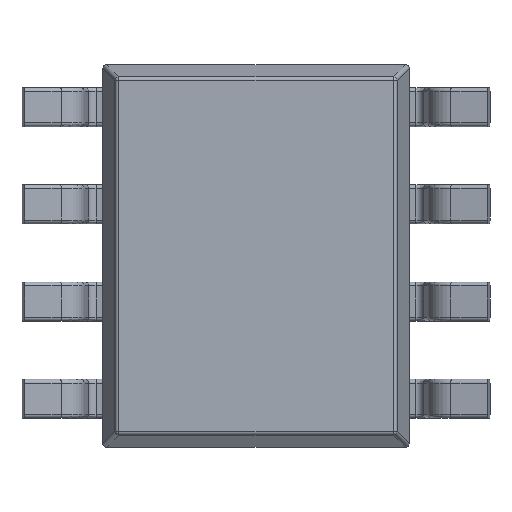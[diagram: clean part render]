
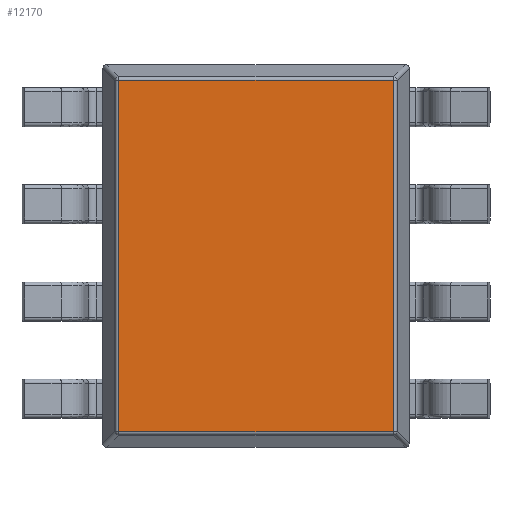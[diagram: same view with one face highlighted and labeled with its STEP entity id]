
A CAD part, front view. The second image highlights one B-rep face of the part: STEP entity #12170.
In plain terms, the highlighted planar face has unit normal (0, -1, 0).
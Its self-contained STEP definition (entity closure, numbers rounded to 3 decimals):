
#12170 = ADVANCED_FACE('',(#12171),#12185,.F.);
#12171 = FACE_BOUND('',#12172,.T.);
#12172 = EDGE_LOOP('',(#12173,#12208,#12236,#12264));
#12173 = ORIENTED_EDGE('',*,*,#12174,.F.);
#12174 = EDGE_CURVE('',#12175,#12177,#12179,.T.);
#12175 = VERTEX_POINT('',#12176);
#12176 = CARTESIAN_POINT('',(1.794,0.,
    2.294));
#12177 = VERTEX_POINT('',#12178);
#12178 = CARTESIAN_POINT('',(1.794,0.,
    -2.294));
#12179 = SURFACE_CURVE('',#12180,(#12184,#12196),.PCURVE_S1.);
#12180 = LINE('',#12181,#12182);
#12181 = CARTESIAN_POINT('',(1.794,0.,0.));
#12182 = VECTOR('',#12183,1.);
#12183 = DIRECTION('',(-0.,0.,-1.));
#12184 = PCURVE('',#12185,#12190);
#12185 = PLANE('',#12186);
#12186 = AXIS2_PLACEMENT_3D('',#12187,#12188,#12189);
#12187 = CARTESIAN_POINT('',(0.,0.,0.));
#12188 = DIRECTION('',(0.,1.,0.));
#12189 = DIRECTION('',(0.,-0.,1.));
#12190 = DEFINITIONAL_REPRESENTATION('',(#12191),#12195);
#12191 = LINE('',#12192,#12193);
#12192 = CARTESIAN_POINT('',(0.,1.794));
#12193 = VECTOR('',#12194,1.);
#12194 = DIRECTION('',(-1.,0.));
#12195 = ( GEOMETRIC_REPRESENTATION_CONTEXT(2) 
PARAMETRIC_REPRESENTATION_CONTEXT() REPRESENTATION_CONTEXT('2D SPACE',''
  ) );
#12196 = PCURVE('',#12197,#12202);
#12197 = CYLINDRICAL_SURFACE('',#12198,0.05);
#12198 = AXIS2_PLACEMENT_3D('',#12199,#12200,#12201);
#12199 = CARTESIAN_POINT('',(1.794,0.05,1.25));
#12200 = DIRECTION('',(0.,0.,1.));
#12201 = DIRECTION('',(1.,0.,-0.));
#12202 = DEFINITIONAL_REPRESENTATION('',(#12203),#12207);
#12203 = LINE('',#12204,#12205);
#12204 = CARTESIAN_POINT('',(4.712,-1.25));
#12205 = VECTOR('',#12206,1.);
#12206 = DIRECTION('',(0.,-1.));
#12207 = ( GEOMETRIC_REPRESENTATION_CONTEXT(2) 
PARAMETRIC_REPRESENTATION_CONTEXT() REPRESENTATION_CONTEXT('2D SPACE',''
  ) );
#12208 = ORIENTED_EDGE('',*,*,#12209,.F.);
#12209 = EDGE_CURVE('',#12210,#12175,#12212,.T.);
#12210 = VERTEX_POINT('',#12211);
#12211 = CARTESIAN_POINT('',(-1.794,0.,
    2.294));
#12212 = SURFACE_CURVE('',#12213,(#12217,#12224),.PCURVE_S1.);
#12213 = LINE('',#12214,#12215);
#12214 = CARTESIAN_POINT('',(0.,0.,2.294));
#12215 = VECTOR('',#12216,1.);
#12216 = DIRECTION('',(1.,0.,-0.));
#12217 = PCURVE('',#12185,#12218);
#12218 = DEFINITIONAL_REPRESENTATION('',(#12219),#12223);
#12219 = LINE('',#12220,#12221);
#12220 = CARTESIAN_POINT('',(2.294,0.));
#12221 = VECTOR('',#12222,1.);
#12222 = DIRECTION('',(0.,1.));
#12223 = ( GEOMETRIC_REPRESENTATION_CONTEXT(2) 
PARAMETRIC_REPRESENTATION_CONTEXT() REPRESENTATION_CONTEXT('2D SPACE',''
  ) );
#12224 = PCURVE('',#12225,#12230);
#12225 = CYLINDRICAL_SURFACE('',#12226,0.05);
#12226 = AXIS2_PLACEMENT_3D('',#12227,#12228,#12229);
#12227 = CARTESIAN_POINT('',(-1.,0.05,2.294));
#12228 = DIRECTION('',(-1.,0.,0.));
#12229 = DIRECTION('',(0.,0.,1.));
#12230 = DEFINITIONAL_REPRESENTATION('',(#12231),#12235);
#12231 = LINE('',#12232,#12233);
#12232 = CARTESIAN_POINT('',(4.712,-1.));
#12233 = VECTOR('',#12234,1.);
#12234 = DIRECTION('',(0.,-1.));
#12235 = ( GEOMETRIC_REPRESENTATION_CONTEXT(2) 
PARAMETRIC_REPRESENTATION_CONTEXT() REPRESENTATION_CONTEXT('2D SPACE',''
  ) );
#12236 = ORIENTED_EDGE('',*,*,#12237,.F.);
#12237 = EDGE_CURVE('',#12238,#12210,#12240,.T.);
#12238 = VERTEX_POINT('',#12239);
#12239 = CARTESIAN_POINT('',(-1.794,0.,
    -2.294));
#12240 = SURFACE_CURVE('',#12241,(#12245,#12252),.PCURVE_S1.);
#12241 = LINE('',#12242,#12243);
#12242 = CARTESIAN_POINT('',(-1.794,0.,0.));
#12243 = VECTOR('',#12244,1.);
#12244 = DIRECTION('',(0.,-0.,1.));
#12245 = PCURVE('',#12185,#12246);
#12246 = DEFINITIONAL_REPRESENTATION('',(#12247),#12251);
#12247 = LINE('',#12248,#12249);
#12248 = CARTESIAN_POINT('',(0.,-1.794));
#12249 = VECTOR('',#12250,1.);
#12250 = DIRECTION('',(1.,0.));
#12251 = ( GEOMETRIC_REPRESENTATION_CONTEXT(2) 
PARAMETRIC_REPRESENTATION_CONTEXT() REPRESENTATION_CONTEXT('2D SPACE',''
  ) );
#12252 = PCURVE('',#12253,#12258);
#12253 = CYLINDRICAL_SURFACE('',#12254,0.05);
#12254 = AXIS2_PLACEMENT_3D('',#12255,#12256,#12257);
#12255 = CARTESIAN_POINT('',(-1.794,0.05,1.25));
#12256 = DIRECTION('',(0.,0.,-1.));
#12257 = DIRECTION('',(-1.,0.,0.));
#12258 = DEFINITIONAL_REPRESENTATION('',(#12259),#12263);
#12259 = LINE('',#12260,#12261);
#12260 = CARTESIAN_POINT('',(4.712,1.25));
#12261 = VECTOR('',#12262,1.);
#12262 = DIRECTION('',(0.,-1.));
#12263 = ( GEOMETRIC_REPRESENTATION_CONTEXT(2) 
PARAMETRIC_REPRESENTATION_CONTEXT() REPRESENTATION_CONTEXT('2D SPACE',''
  ) );
#12264 = ORIENTED_EDGE('',*,*,#12265,.F.);
#12265 = EDGE_CURVE('',#12177,#12238,#12266,.T.);
#12266 = SURFACE_CURVE('',#12267,(#12271,#12278),.PCURVE_S1.);
#12267 = LINE('',#12268,#12269);
#12268 = CARTESIAN_POINT('',(0.,0.,-2.294));
#12269 = VECTOR('',#12270,1.);
#12270 = DIRECTION('',(-1.,-0.,0.));
#12271 = PCURVE('',#12185,#12272);
#12272 = DEFINITIONAL_REPRESENTATION('',(#12273),#12277);
#12273 = LINE('',#12274,#12275);
#12274 = CARTESIAN_POINT('',(-2.294,0.));
#12275 = VECTOR('',#12276,1.);
#12276 = DIRECTION('',(0.,-1.));
#12277 = ( GEOMETRIC_REPRESENTATION_CONTEXT(2) 
PARAMETRIC_REPRESENTATION_CONTEXT() REPRESENTATION_CONTEXT('2D SPACE',''
  ) );
#12278 = PCURVE('',#12279,#12284);
#12279 = CYLINDRICAL_SURFACE('',#12280,0.05);
#12280 = AXIS2_PLACEMENT_3D('',#12281,#12282,#12283);
#12281 = CARTESIAN_POINT('',(-1.,0.05,-2.294));
#12282 = DIRECTION('',(1.,0.,0.));
#12283 = DIRECTION('',(0.,0.,-1.));
#12284 = DEFINITIONAL_REPRESENTATION('',(#12285),#12289);
#12285 = LINE('',#12286,#12287);
#12286 = CARTESIAN_POINT('',(4.712,1.));
#12287 = VECTOR('',#12288,1.);
#12288 = DIRECTION('',(0.,-1.));
#12289 = ( GEOMETRIC_REPRESENTATION_CONTEXT(2) 
PARAMETRIC_REPRESENTATION_CONTEXT() REPRESENTATION_CONTEXT('2D SPACE',''
  ) );
